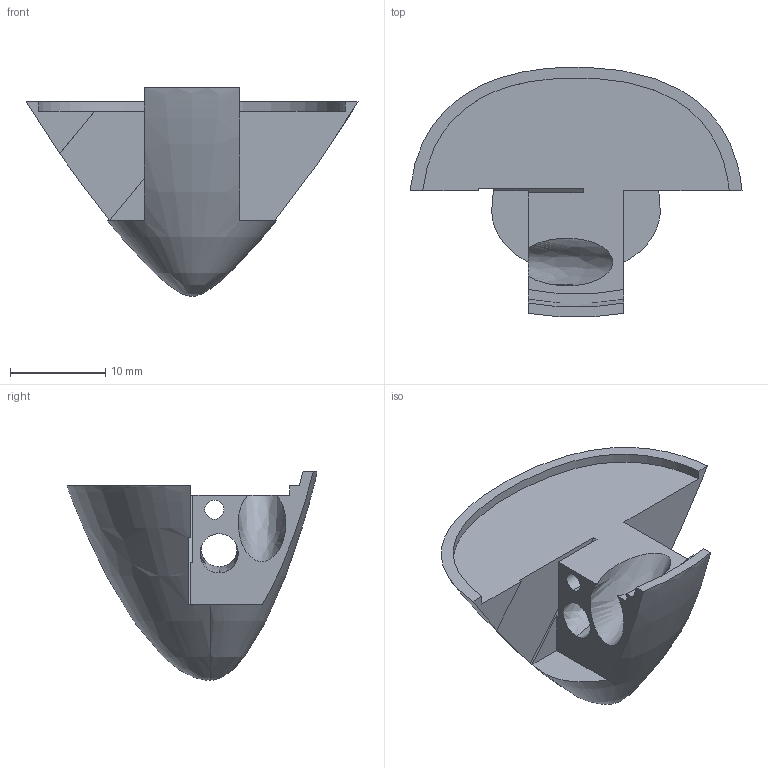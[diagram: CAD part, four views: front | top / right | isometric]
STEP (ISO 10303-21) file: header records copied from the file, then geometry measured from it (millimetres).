
FILE_DESCRIPTION (( 'STEP AP214' ), '1' );
FILE_NAME ('final-top.STEP', '2025-04-21T18:22:05', ( '' ), ( '' ), 'SwSTEP 2.0', 'SolidWorks 2024', '' );
FILE_SCHEMA (( 'AUTOMOTIVE_DESIGN' ));
Length unit declared in the file: millimetre
Products named in the file (1): final-top
Bounding box: 34.82 x 26.21 x 21.92 mm (x, y, z)
Volume: 4214.3 mm3; surface area: 2299.1 mm2
Topology: 1 solids, 1 shells, 27 faces, 76 edges, 49 vertices
Faces by surface type: plane 17, bspline 8, cylinder 2
Entity records: 6094 total; most frequent: CARTESIAN_POINT 5463, ORIENTED_EDGE 148, DIRECTION 85, EDGE_CURVE 74, VERTEX_POINT 49, LINE 37, VECTOR 37, B_SPLINE_CURVE_WITH_KNOTS 33
